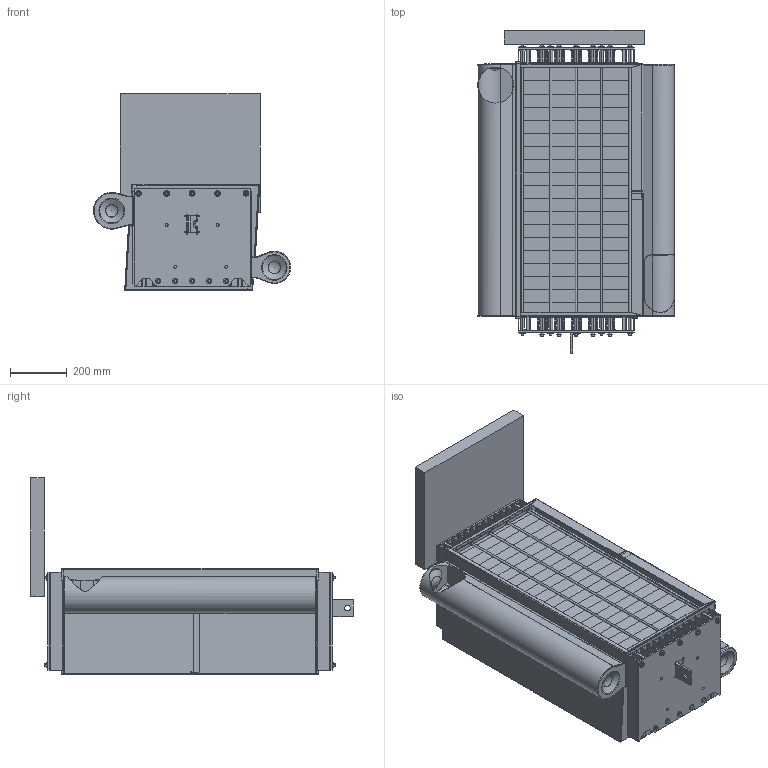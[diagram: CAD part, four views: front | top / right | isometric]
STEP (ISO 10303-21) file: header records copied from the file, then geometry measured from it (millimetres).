
FILE_DESCRIPTION(/* description */ (''),/* implementation_level */ '2;1');
FILE_NAME(/* name */ '100721220001_00B.stp',/* time_stamp */ '2022-03-08T11:53:46+01:00',/* author */ (''),/* organization */ (''),/* preprocessor_version */ 'ST-DEVELOPER v16.7',/* originating_system */ 'SIEMENS PLM Software NX 1872',/* authorisation */ '');
FILE_SCHEMA (('AUTOMOTIVE_DESIGN { 1 0 10303 214 3 1 1 1 }'));
Length unit declared in the file: millimetre
Products named in the file (41): 100721110001_00A; 100648570001_00D; 100720890001_00A_38613ID; 100720890001_00A_38616ID; 100720890001_00A_38617ID; 100720890001_00A_38618ID; 100720890001_00A_38619ID; 100720890001_00A_38620ID; 100720890001_00A_38621ID; 100720890001_00A_38622ID; 100720890001_00A_38623ID; 100720890001_00A_38624ID; 100720890001_00A_38625ID; 100720890001_00A_38626ID; 100720850001_00A_38627ID; 100720890001_00A_38628ID; 100720880001_00A; 100721090001_00C; 100721100001_00B; 100722730001_00B; 100721210001_00B; 100720870001_00B; 100720830001_00B; 100721190001_00B; 100721150001_00A; 100277670001_00B; 100721070001_00A; 100720910001_00A; 100721140001_00A; 100277660001_00C; 100721060001_00A; 100720840001_00A; 100721180001_00A_MODEL; 100721260001_00B; 100721270001_00B; 100721300001_00A; 100721310001_00A; 100721290001_00B_MODEL; 100721320001_00B; 100721120001_00B ...
Assembly tree (99 placements, depth 5):
  100721220001_00B
    100721120001_00B
      100721320001_00B
        100721100001_00B
        100721090001_00C
        100721290001_00B_MODEL
          100648570001_00D  x19
          100721110001_00A  x2
      100720910001_00A  x2
      100721070001_00A  x2
    100720840001_00A
    100721060001_00A
    100721310001_00A  x5
      100277670001_00B
      100277660001_00C
    100277660001_00C  x5
    100721140001_00A  x5
    100721300001_00A  x5
      100721150001_00A
      100721140001_00A
    100721270001_00B
      100721190001_00B
      100721180001_00A_MODEL
        100720880001_00A  x2
        100720890001_00A_38628ID
        100720850001_00A_38627ID
        100720890001_00A_38626ID
        100720890001_00A_38625ID
        100720890001_00A_38624ID
        100720890001_00A_38623ID
        100720890001_00A_38622ID
        100720890001_00A_38621ID
        100720890001_00A_38620ID
        100720890001_00A_38619ID
        100720890001_00A_38618ID
        100720890001_00A_38617ID
        100720890001_00A_38616ID
        100720890001_00A_38613ID
      100720830001_00B  x5
      100720870001_00B  x5
    100721260001_00B
      100721210001_00B
      100720870001_00B  x5
      100720830001_00B  x5
      100722730001_00B
      100721180001_00A_MODEL
        100720880001_00A  x2
        100720890001_00A_38628ID
        100720850001_00A_38627ID
        100720890001_00A_38626ID
        100720890001_00A_38625ID
        100720890001_00A_38624ID
        100720890001_00A_38623ID
        100720890001_00A_38622ID
        100720890001_00A_38621ID
        100720890001_00A_38620ID
        100720890001_00A_38619ID
        100720890001_00A_38618ID
        100720890001_00A_38617ID
        100720890001_00A_38616ID
Bounding box: 695.2 x 1139.77 x 695 mm (x, y, z)
Volume: 129021930.3 mm3; surface area: 14378959.7 mm2
Topology: 116 solids, 116 shells, 1960 faces, 5026 edges, 3292 vertices
Faces by surface type: plane 1195, cylinder 580, cone 140, bspline 21, extrusion 8, sphere 8, torus 8
Full cylindrical faces by diameter (mm): 8 x5, 8.5 x10, 10 x26, 12 x10, 14.2 x10, 14.5 x30, 16.2 x10, 16.5 x30, 20 x1
Entity records: 34079 total; most frequent: CARTESIAN_POINT 8284, DIRECTION 5102, ORIENTED_EDGE 4900, EDGE_CURVE 2450, VECTOR 1710, LINE 1702, AXIS2_PLACEMENT_3D 1696, VERTEX_POINT 1660
